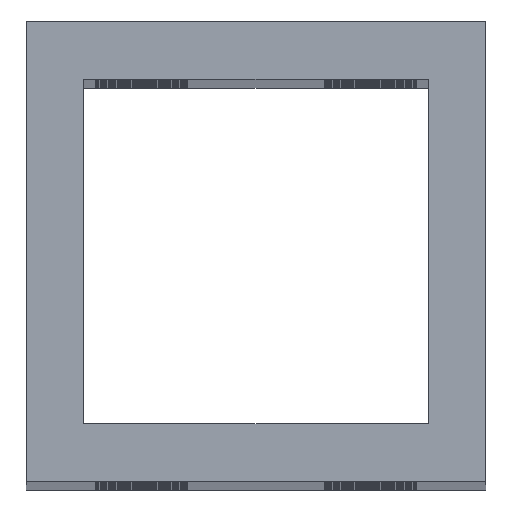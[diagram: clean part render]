
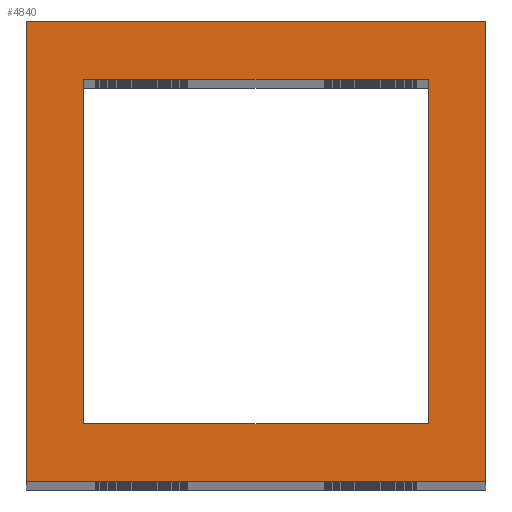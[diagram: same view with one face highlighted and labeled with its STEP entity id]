
A CAD part, top view. The second image highlights one B-rep face of the part: STEP entity #4840.
In plain terms, the highlighted planar face has unit normal (0, 0, 1).
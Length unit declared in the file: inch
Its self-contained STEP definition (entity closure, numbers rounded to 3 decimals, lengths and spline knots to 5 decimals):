
#198 = ORIENTED_EDGE ( 'NONE', *, *, #6411, .F. ) ;
#307 = LINE ( 'NONE', #1090, #7093 ) ;
#378 = CARTESIAN_POINT ( 'NONE',  ( 0., 1., 11. ) ) ;
#741 = VERTEX_POINT ( 'NONE', #2669 ) ;
#1024 = VECTOR ( 'NONE', #9396, 39.37008 ) ;
#1090 = CARTESIAN_POINT ( 'NONE',  ( 0.125, 0.875, 11. ) ) ;
#1216 = DIRECTION ( 'NONE',  ( 1., 0., 0. ) ) ;
#1266 = CARTESIAN_POINT ( 'NONE',  ( 0., 0., 11. ) ) ;
#1388 = DIRECTION ( 'NONE',  ( -1., 0., 0. ) ) ;
#1391 = DIRECTION ( 'NONE',  ( 0., 1., 0. ) ) ;
#2043 = EDGE_CURVE ( 'NONE', #4931, #5333, #6646, .T. ) ;
#2090 = DIRECTION ( 'NONE',  ( 0., 0., -1. ) ) ;
#2133 = CARTESIAN_POINT ( 'NONE',  ( 0.125, 0.125, 11. ) ) ;
#2141 = CARTESIAN_POINT ( 'NONE',  ( 0., 0., 11. ) ) ;
#2170 = CARTESIAN_POINT ( 'NONE',  ( 0.875, 0.125, 11. ) ) ;
#2484 = LINE ( 'NONE', #2133, #3072 ) ;
#2517 = EDGE_LOOP ( 'NONE', ( #2551, #8292, #2759, #198 ) ) ;
#2551 = ORIENTED_EDGE ( 'NONE', *, *, #5544, .F. ) ;
#2607 = EDGE_CURVE ( 'NONE', #741, #8406, #307, .T. ) ;
#2669 = CARTESIAN_POINT ( 'NONE',  ( 0.875, 0.875, 11. ) ) ;
#2747 = EDGE_CURVE ( 'NONE', #7001, #9769, #9199, .T. ) ;
#2759 = ORIENTED_EDGE ( 'NONE', *, *, #5475, .F. ) ;
#2910 = CARTESIAN_POINT ( 'NONE',  ( 1., 0., 11. ) ) ;
#3034 = DIRECTION ( 'NONE',  ( 0., -1., 0. ) ) ;
#3035 = ORIENTED_EDGE ( 'NONE', *, *, #2043, .T. ) ;
#3059 = DIRECTION ( 'NONE',  ( 0., 1., 0. ) ) ;
#3072 = VECTOR ( 'NONE', #7946, 39.37008 ) ;
#3112 = LINE ( 'NONE', #6249, #1024 ) ;
#3167 = VERTEX_POINT ( 'NONE', #2170 ) ;
#3372 = VECTOR ( 'NONE', #3034, 39.37008 ) ;
#3515 = ORIENTED_EDGE ( 'NONE', *, *, #2747, .T. ) ;
#4017 = AXIS2_PLACEMENT_3D ( 'NONE', #2141, #2090, #9937 ) ;
#4227 = VERTEX_POINT ( 'NONE', #6289 ) ;
#4427 = LINE ( 'NONE', #1266, #3372 ) ;
#4501 = EDGE_CURVE ( 'NONE', #9769, #4931, #4427, .T. ) ;
#4508 = CARTESIAN_POINT ( 'NONE',  ( 0., 1., 11. ) ) ;
#4606 = VECTOR ( 'NONE', #1216, 39.37008 ) ;
#4667 = CARTESIAN_POINT ( 'NONE',  ( 0., 0., 11. ) ) ;
#4768 = CARTESIAN_POINT ( 'NONE',  ( 1., 1., 11. ) ) ;
#4840 = ADVANCED_FACE ( 'NONE', ( #10031, #8284 ), #9209, .F. ) ;
#4931 = VERTEX_POINT ( 'NONE', #4667 ) ;
#5027 = DIRECTION ( 'NONE',  ( -1., 0., 0. ) ) ;
#5333 = VERTEX_POINT ( 'NONE', #9972 ) ;
#5475 = EDGE_CURVE ( 'NONE', #3167, #741, #7686, .T. ) ;
#5544 = EDGE_CURVE ( 'NONE', #8406, #4227, #3112, .T. ) ;
#6088 = ORIENTED_EDGE ( 'NONE', *, *, #7595, .T. ) ;
#6150 = CARTESIAN_POINT ( 'NONE',  ( 0.875, 0.875, 11. ) ) ;
#6249 = CARTESIAN_POINT ( 'NONE',  ( 0.125, 0.875, 11. ) ) ;
#6289 = CARTESIAN_POINT ( 'NONE',  ( 0.125, 0.125, 11. ) ) ;
#6411 = EDGE_CURVE ( 'NONE', #4227, #3167, #2484, .T. ) ;
#6646 = LINE ( 'NONE', #7164, #4606 ) ;
#7001 = VERTEX_POINT ( 'NONE', #4768 ) ;
#7093 = VECTOR ( 'NONE', #5027, 39.37008 ) ;
#7164 = CARTESIAN_POINT ( 'NONE',  ( 0., 0., 11. ) ) ;
#7595 = EDGE_CURVE ( 'NONE', #5333, #7001, #8470, .T. ) ;
#7686 = LINE ( 'NONE', #6150, #9609 ) ;
#7871 = VECTOR ( 'NONE', #1391, 39.37008 ) ;
#7946 = DIRECTION ( 'NONE',  ( 1., 0., 0. ) ) ;
#8284 = FACE_BOUND ( 'NONE', #2517, .T. ) ;
#8292 = ORIENTED_EDGE ( 'NONE', *, *, #2607, .F. ) ;
#8406 = VERTEX_POINT ( 'NONE', #9428 ) ;
#8470 = LINE ( 'NONE', #2910, #7871 ) ;
#8743 = VECTOR ( 'NONE', #1388, 39.37008 ) ;
#9199 = LINE ( 'NONE', #4508, #8743 ) ;
#9209 = PLANE ( 'NONE',  #4017 ) ;
#9396 = DIRECTION ( 'NONE',  ( 0., -1., 0. ) ) ;
#9428 = CARTESIAN_POINT ( 'NONE',  ( 0.125, 0.875, 11. ) ) ;
#9609 = VECTOR ( 'NONE', #3059, 39.37008 ) ;
#9769 = VERTEX_POINT ( 'NONE', #378 ) ;
#9808 = EDGE_LOOP ( 'NONE', ( #10150, #3035, #6088, #3515 ) ) ;
#9937 = DIRECTION ( 'NONE',  ( -1., 0., 0. ) ) ;
#9972 = CARTESIAN_POINT ( 'NONE',  ( 1., 0., 11. ) ) ;
#10031 = FACE_OUTER_BOUND ( 'NONE', #9808, .T. ) ;
#10150 = ORIENTED_EDGE ( 'NONE', *, *, #4501, .T. ) ;
